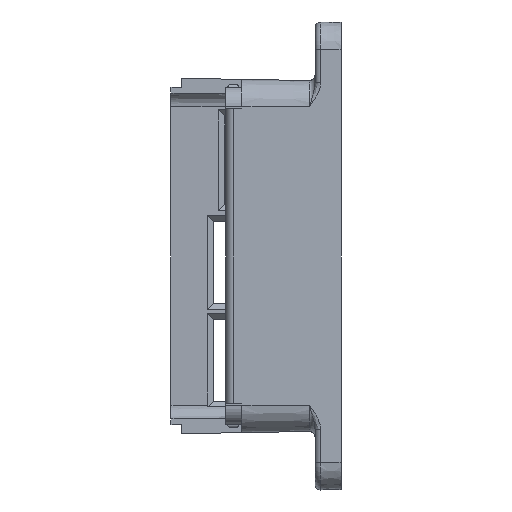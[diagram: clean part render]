
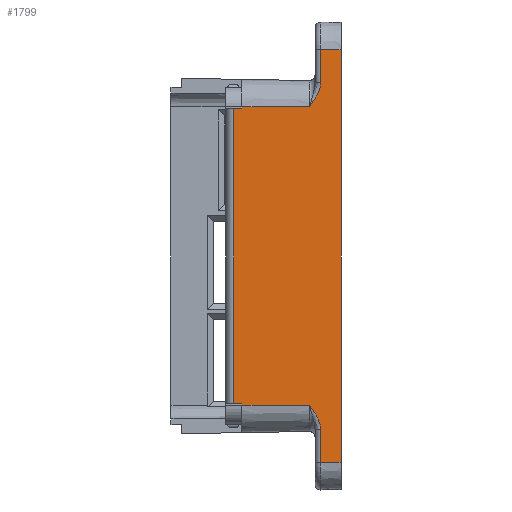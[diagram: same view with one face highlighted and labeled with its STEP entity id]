
A CAD part, left-side view. The second image highlights one B-rep face of the part: STEP entity #1799.
In plain terms, the highlighted planar face has unit normal (-1, -0.018, 0).
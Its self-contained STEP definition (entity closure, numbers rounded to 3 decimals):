
#30 = ORIENTED_EDGE ( 'NONE', *, *, #9685, .T. ) ;
#189 = CARTESIAN_POINT ( 'NONE',  ( -5.1, 21.16, -65.12 ) ) ;
#259 = CARTESIAN_POINT ( 'NONE',  ( -5.074, 19.685, -54.34 ) ) ;
#266 = B_SPLINE_CURVE_WITH_KNOTS ( 'NONE', 3,
 ( #7888, #5583, #917, #4062, #9278, #6348, #7854, #6389, #8536, #4707 ),
 .UNSPECIFIED., .F., .F.,
 ( 4, 2, 2, 2, 4 ),
 ( 0., 0.001, 0.002, 0.002, 0.005 ),
 .UNSPECIFIED. ) ;
#306 = VECTOR ( 'NONE', #2277, 1000. ) ;
#328 = B_SPLINE_CURVE_WITH_KNOTS ( 'NONE', 3,
 ( #1320, #3581, #2864, #9030, #4447, #2086, #1250, #6688, #9712, #5182 ),
 .UNSPECIFIED., .F., .F.,
 ( 4, 2, 2, 2, 4 ),
 ( 0., 0.002, 0.003, 0.004, 0.005 ),
 .UNSPECIFIED. ) ;
#335 = EDGE_CURVE ( 'NONE', #6550, #1412, #2141, .T. ) ;
#341 = VECTOR ( 'NONE', #7926, 1000. ) ;
#639 = CARTESIAN_POINT ( 'NONE',  ( -5.048, 18.16, 0. ) ) ;
#667 = ORIENTED_EDGE ( 'NONE', *, *, #5950, .T. ) ;
#687 = CARTESIAN_POINT ( 'NONE',  ( -5.1, 21.16, 0. ) ) ;
#804 = CARTESIAN_POINT ( 'NONE',  ( -4.731, 0., 0. ) ) ;
#850 = VERTEX_POINT ( 'NONE', #1817 ) ;
#917 = CARTESIAN_POINT ( 'NONE',  ( -4.797, 3.819, 3.601 ) ) ;
#956 = VERTEX_POINT ( 'NONE', #5720 ) ;
#1074 = CARTESIAN_POINT ( 'NONE',  ( -5.1, 21.16, 10.48 ) ) ;
#1162 = DIRECTION ( 'NONE',  ( 0.017, -1., 0. ) ) ;
#1250 = CARTESIAN_POINT ( 'NONE',  ( -4.8, 4.001, -57.644 ) ) ;
#1320 = CARTESIAN_POINT ( 'NONE',  ( -4.832, 5.78, -54.64 ) ) ;
#1408 = CARTESIAN_POINT ( 'NONE',  ( -5.1, 21.16, -54.64 ) ) ;
#1412 = VERTEX_POINT ( 'NONE', #3274 ) ;
#1512 = DIRECTION ( 'NONE',  ( 0.017, -1., 0. ) ) ;
#1609 = CARTESIAN_POINT ( 'NONE',  ( -4.796, 3.745, 0. ) ) ;
#1642 = LINE ( 'NONE', #4909, #341 ) ;
#1679 = DIRECTION ( 'NONE',  ( 0.017, -1., 0. ) ) ;
#1729 = CARTESIAN_POINT ( 'NONE',  ( -5.048, 18.16, -54.64 ) ) ;
#1778 = CARTESIAN_POINT ( 'NONE',  ( -4.796, 3.745, -65.12 ) ) ;
#1799 = ADVANCED_FACE ( 'NONE', ( #3104 ), #6194, .T. ) ;
#1817 = CARTESIAN_POINT ( 'NONE',  ( -4.796, 3.745, 4.427 ) ) ;
#1941 = VERTEX_POINT ( 'NONE', #9523 ) ;
#2020 = VECTOR ( 'NONE', #4485, 1000. ) ;
#2086 = CARTESIAN_POINT ( 'NONE',  ( -4.802, 4.074, -57.448 ) ) ;
#2141 = LINE ( 'NONE', #2577, #4581 ) ;
#2277 = DIRECTION ( 'NONE',  ( 0.017, -1., 0. ) ) ;
#2315 = CARTESIAN_POINT ( 'NONE',  ( -5.074, 19.685, -54.34 ) ) ;
#2322 = CARTESIAN_POINT ( 'NONE',  ( -4.796, 3.745, -59.067 ) ) ;
#2332 = EDGE_CURVE ( 'NONE', #850, #1412, #266, .T. ) ;
#2336 = VECTOR ( 'NONE', #9575, 1000. ) ;
#2390 = ORIENTED_EDGE ( 'NONE', *, *, #4391, .T. ) ;
#2577 = CARTESIAN_POINT ( 'NONE',  ( -5.1, 21.16, 0. ) ) ;
#2619 = EDGE_CURVE ( 'NONE', #1941, #7769, #3915, .T. ) ;
#2823 = EDGE_CURVE ( 'NONE', #6166, #850, #4890, .T. ) ;
#2841 = ORIENTED_EDGE ( 'NONE', *, *, #2823, .T. ) ;
#2845 = VECTOR ( 'NONE', #3602, 1000. ) ;
#2864 = CARTESIAN_POINT ( 'NONE',  ( -4.815, 4.808, -55.978 ) ) ;
#2924 = VERTEX_POINT ( 'NONE', #3372 ) ;
#3017 = VERTEX_POINT ( 'NONE', #4285 ) ;
#3100 = DIRECTION ( 'NONE',  ( -1., -0.017, 0. ) ) ;
#3104 = FACE_OUTER_BOUND ( 'NONE', #3516, .T. ) ;
#3274 = CARTESIAN_POINT ( 'NONE',  ( -4.832, 5.78, 0. ) ) ;
#3277 = ORIENTED_EDGE ( 'NONE', *, *, #6504, .F. ) ;
#3326 = VERTEX_POINT ( 'NONE', #3390 ) ;
#3372 = CARTESIAN_POINT ( 'NONE',  ( -4.731, 0., -65.12 ) ) ;
#3390 = CARTESIAN_POINT ( 'NONE',  ( -4.832, 5.78, -54.64 ) ) ;
#3451 = VERTEX_POINT ( 'NONE', #4400 ) ;
#3516 = EDGE_LOOP ( 'NONE', ( #2390, #5967, #9322, #7367, #30, #4718, #667, #5295, #8402, #7033, #2841, #4939, #5866, #3277 ) ) ;
#3581 = CARTESIAN_POINT ( 'NONE',  ( -4.823, 5.296, -55.31 ) ) ;
#3602 = DIRECTION ( 'NONE',  ( 0., 0., -1. ) ) ;
#3762 = VECTOR ( 'NONE', #9275, 1000. ) ;
#3915 = LINE ( 'NONE', #7412, #2336 ) ;
#4062 = CARTESIAN_POINT ( 'NONE',  ( -4.8, 4.001, 3.004 ) ) ;
#4166 = CARTESIAN_POINT ( 'NONE',  ( -5.048, 18.16, 0. ) ) ;
#4285 = CARTESIAN_POINT ( 'NONE',  ( -5.048, 18.16, -0.3 ) ) ;
#4391 = EDGE_CURVE ( 'NONE', #3017, #3451, #1642, .T. ) ;
#4400 = CARTESIAN_POINT ( 'NONE',  ( -5.074, 19.685, -0.3 ) ) ;
#4447 = CARTESIAN_POINT ( 'NONE',  ( -4.805, 4.237, -57.069 ) ) ;
#4485 = DIRECTION ( 'NONE',  ( 0., 0., 1. ) ) ;
#4575 = EDGE_CURVE ( 'NONE', #3326, #7604, #328, .T. ) ;
#4581 = VECTOR ( 'NONE', #1679, 1000. ) ;
#4646 = LINE ( 'NONE', #804, #8208 ) ;
#4707 = CARTESIAN_POINT ( 'NONE',  ( -4.832, 5.78, 0. ) ) ;
#4718 = ORIENTED_EDGE ( 'NONE', *, *, #4575, .T. ) ;
#4754 = VERTEX_POINT ( 'NONE', #1729 ) ;
#4890 = LINE ( 'NONE', #1609, #5486 ) ;
#4909 = CARTESIAN_POINT ( 'NONE',  ( -5.1, 21.16, -0.3 ) ) ;
#4913 = LINE ( 'NONE', #8027, #8601 ) ;
#4931 = EDGE_CURVE ( 'NONE', #6166, #956, #9007, .T. ) ;
#4937 = LINE ( 'NONE', #1778, #2845 ) ;
#4939 = ORIENTED_EDGE ( 'NONE', *, *, #2332, .T. ) ;
#4959 = LINE ( 'NONE', #639, #2020 ) ;
#4971 = VECTOR ( 'NONE', #1162, 1000. ) ;
#5182 = CARTESIAN_POINT ( 'NONE',  ( -4.796, 3.745, -59.067 ) ) ;
#5295 = ORIENTED_EDGE ( 'NONE', *, *, #7650, .T. ) ;
#5405 = AXIS2_PLACEMENT_3D ( 'NONE', #687, #3100, #1512 ) ;
#5411 = LINE ( 'NONE', #1408, #306 ) ;
#5486 = VECTOR ( 'NONE', #8423, 1000. ) ;
#5578 = EDGE_CURVE ( 'NONE', #4754, #1941, #4959, .T. ) ;
#5583 = CARTESIAN_POINT ( 'NONE',  ( -4.796, 3.745, 4.007 ) ) ;
#5720 = CARTESIAN_POINT ( 'NONE',  ( -4.731, 0., 10.48 ) ) ;
#5866 = ORIENTED_EDGE ( 'NONE', *, *, #335, .F. ) ;
#5950 = EDGE_CURVE ( 'NONE', #7604, #9112, #4937, .T. ) ;
#5967 = ORIENTED_EDGE ( 'NONE', *, *, #9744, .T. ) ;
#6100 = CARTESIAN_POINT ( 'NONE',  ( -4.796, 3.745, 10.48 ) ) ;
#6153 = DIRECTION ( 'NONE',  ( 0., 0., 1. ) ) ;
#6166 = VERTEX_POINT ( 'NONE', #6100 ) ;
#6194 = PLANE ( 'NONE',  #5405 ) ;
#6206 = CARTESIAN_POINT ( 'NONE',  ( -4.796, 3.745, -65.12 ) ) ;
#6221 = VECTOR ( 'NONE', #8463, 1000. ) ;
#6348 = CARTESIAN_POINT ( 'NONE',  ( -4.805, 4.237, 2.429 ) ) ;
#6389 = CARTESIAN_POINT ( 'NONE',  ( -4.815, 4.808, 1.338 ) ) ;
#6504 = EDGE_CURVE ( 'NONE', #3017, #6550, #4913, .T. ) ;
#6550 = VERTEX_POINT ( 'NONE', #4166 ) ;
#6688 = CARTESIAN_POINT ( 'NONE',  ( -4.797, 3.819, -58.241 ) ) ;
#6802 = EDGE_CURVE ( 'NONE', #2924, #956, #4646, .T. ) ;
#7033 = ORIENTED_EDGE ( 'NONE', *, *, #4931, .F. ) ;
#7035 = LINE ( 'NONE', #189, #3762 ) ;
#7367 = ORIENTED_EDGE ( 'NONE', *, *, #5578, .F. ) ;
#7412 = CARTESIAN_POINT ( 'NONE',  ( -5.1, 21.16, -54.34 ) ) ;
#7604 = VERTEX_POINT ( 'NONE', #2322 ) ;
#7650 = EDGE_CURVE ( 'NONE', #9112, #2924, #7035, .T. ) ;
#7769 = VERTEX_POINT ( 'NONE', #259 ) ;
#7854 = CARTESIAN_POINT ( 'NONE',  ( -4.806, 4.326, 2.244 ) ) ;
#7888 = CARTESIAN_POINT ( 'NONE',  ( -4.796, 3.745, 4.427 ) ) ;
#7926 = DIRECTION ( 'NONE',  ( -0.017, 1., 0. ) ) ;
#8027 = CARTESIAN_POINT ( 'NONE',  ( -5.048, 18.16, 0. ) ) ;
#8208 = VECTOR ( 'NONE', #6153, 1000. ) ;
#8227 = LINE ( 'NONE', #2315, #6221 ) ;
#8402 = ORIENTED_EDGE ( 'NONE', *, *, #6802, .T. ) ;
#8423 = DIRECTION ( 'NONE',  ( 0., 0., -1. ) ) ;
#8463 = DIRECTION ( 'NONE',  ( 0., 0., -1. ) ) ;
#8536 = CARTESIAN_POINT ( 'NONE',  ( -4.823, 5.296, 0.67 ) ) ;
#8601 = VECTOR ( 'NONE', #9599, 1000. ) ;
#9007 = LINE ( 'NONE', #1074, #4971 ) ;
#9030 = CARTESIAN_POINT ( 'NONE',  ( -4.806, 4.326, -56.884 ) ) ;
#9112 = VERTEX_POINT ( 'NONE', #6206 ) ;
#9275 = DIRECTION ( 'NONE',  ( 0.017, -1., 0. ) ) ;
#9278 = CARTESIAN_POINT ( 'NONE',  ( -4.802, 4.074, 2.808 ) ) ;
#9322 = ORIENTED_EDGE ( 'NONE', *, *, #2619, .F. ) ;
#9523 = CARTESIAN_POINT ( 'NONE',  ( -5.048, 18.16, -54.34 ) ) ;
#9575 = DIRECTION ( 'NONE',  ( -0.017, 1., 0. ) ) ;
#9599 = DIRECTION ( 'NONE',  ( 0., 0., 1. ) ) ;
#9685 = EDGE_CURVE ( 'NONE', #4754, #3326, #5411, .T. ) ;
#9712 = CARTESIAN_POINT ( 'NONE',  ( -4.796, 3.745, -58.647 ) ) ;
#9744 = EDGE_CURVE ( 'NONE', #3451, #7769, #8227, .T. ) ;
